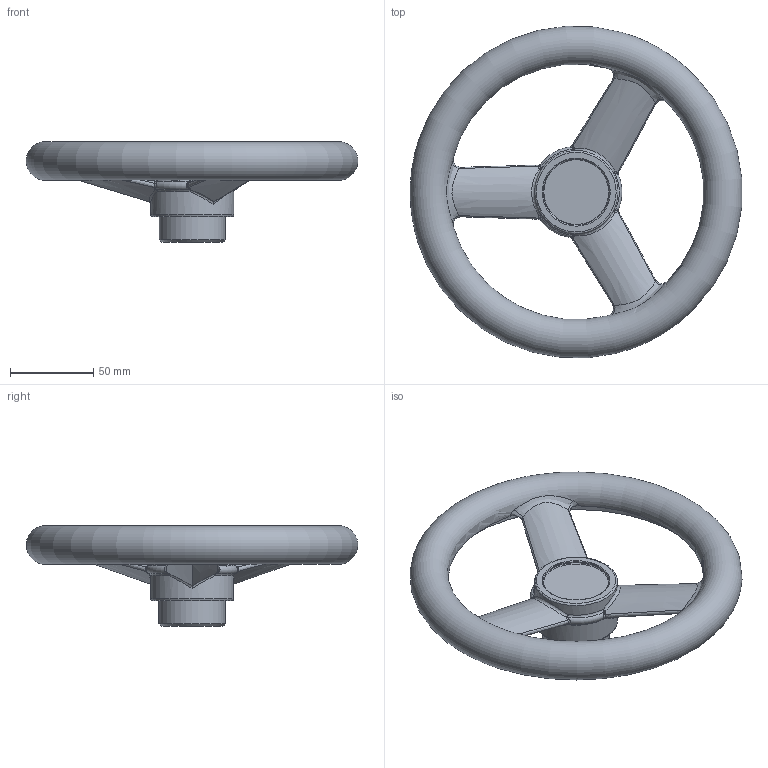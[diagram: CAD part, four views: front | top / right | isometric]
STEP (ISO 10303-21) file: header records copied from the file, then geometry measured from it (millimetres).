
FILE_DESCRIPTION( ( 'Unknown' ), '1' );
FILE_NAME( '6201025_VRF200.stp', 'Unknown', ( 'Unknown' ), ( 'Unknown' ), 'XStep 1.0', 'Unknown', ' ' );
FILE_SCHEMA( ( 'CONFIG_CONTROL_DESIGN' ) );
Length unit declared in the file: millimetre
Products named in the file (1): 1
Bounding box: 199.6 x 199.49 x 60.5 mm (x, y, z)
Volume: 336635.3 mm3; surface area: 64899.3 mm2
Topology: 1 solids, 2 shells, 118 faces, 287 edges, 168 vertices
Faces by surface type: bspline 63, torus 16, cylinder 12, sphere 12, plane 11, cone 4
Full cylindrical faces by diameter (mm): 6 x1, 32 x1, 40 x2, 50 x2
Entity records: 14524 total; most frequent: CARTESIAN_POINT 12305, ORIENTED_EDGE 528, DIRECTION 328, EDGE_CURVE 264, VERTEX_POINT 161, AXIS2_PLACEMENT_3D 160, B_SPLINE_CURVE_WITH_KNOTS 152, EDGE_LOOP 136
